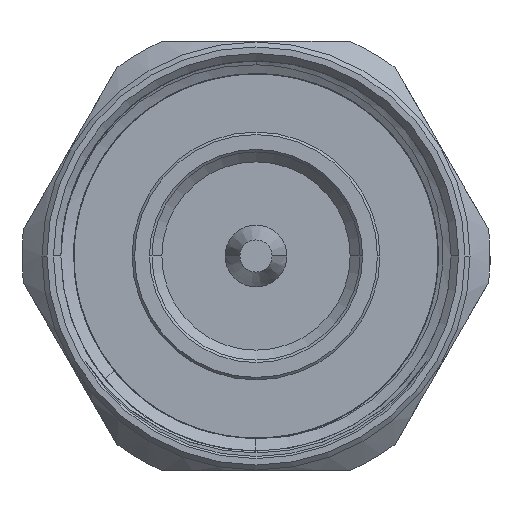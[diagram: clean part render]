
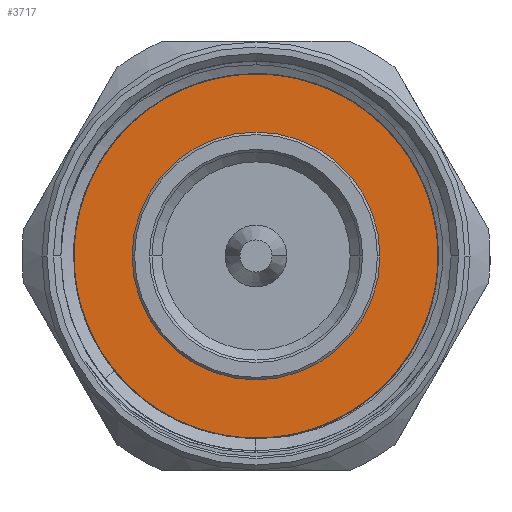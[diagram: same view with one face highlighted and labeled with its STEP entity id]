
A CAD part, left-side view. The second image highlights one B-rep face of the part: STEP entity #3717.
In plain terms, the highlighted planar face has unit normal (-1, 0, 0).
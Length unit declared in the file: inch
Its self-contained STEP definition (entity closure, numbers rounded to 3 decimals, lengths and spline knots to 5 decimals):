
#60 = DIRECTION ( 'NONE',  ( 1., 0., 0. ) ) ;
#298 = CARTESIAN_POINT ( 'NONE',  ( 0.3317, 0.07264, -0.37827 ) ) ;
#423 = CARTESIAN_POINT ( 'NONE',  ( 0.3317, 0.25057, -0.28294 ) ) ;
#538 = CARTESIAN_POINT ( 'NONE',  ( 0.3317, -0.16408, -0.3544 ) ) ;
#1138 = VERTEX_POINT ( 'NONE', #11455 ) ;
#1148 = CARTESIAN_POINT ( 'NONE',  ( 0.3317, 0.28835, -0.24193 ) ) ;
#1211 = CARTESIAN_POINT ( 'NONE',  ( 0.3317, -0.00149, -0.38553 ) ) ;
#1251 = ORIENTED_EDGE ( 'NONE', *, *, #4158, .T. ) ;
#1269 = CARTESIAN_POINT ( 'NONE',  ( 0.3317, 0.01709, -0.38465 ) ) ;
#1409 = CARTESIAN_POINT ( 'NONE',  ( 0.3317, 0., 0. ) ) ;
#1460 = B_SPLINE_CURVE_WITH_KNOTS ( 'NONE', 3,
 ( #11580, #8747, #5090, #7895, #4968, #4904, #6661, #7646, #7833, #2055, #1148, #6790, #423, #2294, #9590, #8559, #2117, #11345, #298, #9534, #1269, #1211, #9094, #9827, #1509, #7089, #8975, #11820, #538, #8192, #7149, #5320, #4409, #4289 ),
 .UNSPECIFIED., .F., .F.,
 ( 4, 2, 2, 2, 2, 2, 2, 2, 2, 2, 2, 2, 2, 2, 2, 2, 4 ),
 ( 0., 0.00142, 0.00284, 0.00426, 0.00568, 0.0071, 0.00853, 0.00995, 0.01137, 0.01421, 0.01492, 0.01563, 0.01705, 0.01847, 0.01989, 0.02131, 0.02273 ),
 .UNSPECIFIED. ) ;
#1509 = CARTESIAN_POINT ( 'NONE',  ( 0.3317, -0.05683, -0.38319 ) ) ;
#1534 = DIRECTION ( 'NONE',  ( 0., -1., 0. ) ) ;
#1674 = ORIENTED_EDGE ( 'NONE', *, *, #10330, .T. ) ;
#1811 = VERTEX_POINT ( 'NONE', #3813 ) ;
#1908 = DIRECTION ( 'NONE',  ( -1., 0., 0. ) ) ;
#2055 = CARTESIAN_POINT ( 'NONE',  ( 0.3317, 0.29945, -0.22719 ) ) ;
#2117 = CARTESIAN_POINT ( 'NONE',  ( 0.3317, 0.15955, -0.34614 ) ) ;
#2294 = CARTESIAN_POINT ( 'NONE',  ( 0.3317, 0.22225, -0.30698 ) ) ;
#2669 = PLANE ( 'NONE',  #10287 ) ;
#3438 = CIRCLE ( 'NONE', #8295, 0.3937 ) ;
#3642 = CARTESIAN_POINT ( 'NONE',  ( 0.3317, 0., 0. ) ) ;
#3717 = ADVANCED_FACE ( 'NONE', ( #9241, #11962 ), #2669, .T. ) ;
#3813 = CARTESIAN_POINT ( 'NONE',  ( 0.3317, -0.3937, 0. ) ) ;
#3846 = CARTESIAN_POINT ( 'NONE',  ( 0.3317, 0., 0. ) ) ;
#4158 = EDGE_CURVE ( 'NONE', #1138, #8346, #4825, .T. ) ;
#4225 = VERTEX_POINT ( 'NONE', #11046 ) ;
#4246 = EDGE_LOOP ( 'NONE', ( #1251, #9554 ) ) ;
#4289 = CARTESIAN_POINT ( 'NONE',  ( 0.3317, -0.27282, -0.28385 ) ) ;
#4409 = CARTESIAN_POINT ( 'NONE',  ( 0.3317, -0.259, -0.29645 ) ) ;
#4532 = CARTESIAN_POINT ( 'NONE',  ( 0.3317, 0.3937, 0. ) ) ;
#4825 = CIRCLE ( 'NONE', #6372, 0.24999 ) ;
#4904 = CARTESIAN_POINT ( 'NONE',  ( 0.3317, 0.34982, -0.12826 ) ) ;
#4968 = CARTESIAN_POINT ( 'NONE',  ( 0.3317, 0.35974, -0.0927 ) ) ;
#5090 = CARTESIAN_POINT ( 'NONE',  ( 0.3317, 0.36797, -0.03733 ) ) ;
#5111 = DIRECTION ( 'NONE',  ( 1., 0., 0. ) ) ;
#5320 = CARTESIAN_POINT ( 'NONE',  ( 0.3317, -0.24435, -0.30799 ) ) ;
#5402 = DIRECTION ( 'NONE',  ( 0., -1., 0. ) ) ;
#5553 = DIRECTION ( 'NONE',  ( 0., -1., 0. ) ) ;
#6065 = AXIS2_PLACEMENT_3D ( 'NONE', #1409, #5111, #7916 ) ;
#6367 = DIRECTION ( 'NONE',  ( -1., 0., 0. ) ) ;
#6372 = AXIS2_PLACEMENT_3D ( 'NONE', #7289, #60, #5402 ) ;
#6573 = ORIENTED_EDGE ( 'NONE', *, *, #6841, .T. ) ;
#6661 = CARTESIAN_POINT ( 'NONE',  ( 0.3317, 0.34356, -0.14563 ) ) ;
#6790 = CARTESIAN_POINT ( 'NONE',  ( 0.3317, 0.26397, -0.26976 ) ) ;
#6841 = EDGE_CURVE ( 'NONE', #4225, #7003, #10061, .T. ) ;
#6847 = CIRCLE ( 'NONE', #6065, 0.24999 ) ;
#7003 = VERTEX_POINT ( 'NONE', #7758 ) ;
#7062 = DIRECTION ( 'NONE',  ( -1., 0., 0. ) ) ;
#7089 = CARTESIAN_POINT ( 'NONE',  ( 0.3317, -0.09337, -0.37703 ) ) ;
#7149 = CARTESIAN_POINT ( 'NONE',  ( 0.3317, -0.21342, -0.32895 ) ) ;
#7269 = EDGE_CURVE ( 'NONE', #1811, #4225, #3438, .T. ) ;
#7289 = CARTESIAN_POINT ( 'NONE',  ( 0.3317, 0., 0. ) ) ;
#7426 = EDGE_LOOP ( 'NONE', ( #6573, #11341, #1674, #11914 ) ) ;
#7450 = EDGE_CURVE ( 'NONE', #7003, #8233, #1460, .T. ) ;
#7646 = CARTESIAN_POINT ( 'NONE',  ( 0.3317, 0.32839, -0.17951 ) ) ;
#7648 = CIRCLE ( 'NONE', #10342, 0.3937 ) ;
#7758 = CARTESIAN_POINT ( 'NONE',  ( 0.3317, 0.36833, 0. ) ) ;
#7833 = CARTESIAN_POINT ( 'NONE',  ( 0.3317, 0.31944, -0.19606 ) ) ;
#7895 = CARTESIAN_POINT ( 'NONE',  ( 0.3317, 0.36341, -0.07443 ) ) ;
#7916 = DIRECTION ( 'NONE',  ( 0., -1., 0. ) ) ;
#8145 = CARTESIAN_POINT ( 'NONE',  ( 0.3317, 0.24999, 0. ) ) ;
#8192 = CARTESIAN_POINT ( 'NONE',  ( 0.3317, -0.19728, -0.33825 ) ) ;
#8233 = VERTEX_POINT ( 'NONE', #11544 ) ;
#8295 = AXIS2_PLACEMENT_3D ( 'NONE', #11672, #7062, #1534 ) ;
#8346 = VERTEX_POINT ( 'NONE', #8145 ) ;
#8559 = CARTESIAN_POINT ( 'NONE',  ( 0.3317, 0.17602, -0.33744 ) ) ;
#8747 = CARTESIAN_POINT ( 'NONE',  ( 0.3317, 0.36886, -0.01871 ) ) ;
#8975 = CARTESIAN_POINT ( 'NONE',  ( 0.3317, -0.11165, -0.37259 ) ) ;
#9094 = CARTESIAN_POINT ( 'NONE',  ( 0.3317, -0.01075, -0.38563 ) ) ;
#9241 = FACE_OUTER_BOUND ( 'NONE', #7426, .T. ) ;
#9534 = CARTESIAN_POINT ( 'NONE',  ( 0.3317, 0.02643, -0.38387 ) ) ;
#9554 = ORIENTED_EDGE ( 'NONE', *, *, #10569, .T. ) ;
#9590 = CARTESIAN_POINT ( 'NONE',  ( 0.3317, 0.20734, -0.31787 ) ) ;
#9827 = CARTESIAN_POINT ( 'NONE',  ( 0.3317, -0.03846, -0.38495 ) ) ;
#10061 = LINE ( 'NONE', #4532, #11910 ) ;
#10087 = DIRECTION ( 'NONE',  ( 0., -1., 0. ) ) ;
#10287 = AXIS2_PLACEMENT_3D ( 'NONE', #3642, #6367, #10087 ) ;
#10330 = EDGE_CURVE ( 'NONE', #8233, #1811, #7648, .T. ) ;
#10342 = AXIS2_PLACEMENT_3D ( 'NONE', #3846, #1908, #5553 ) ;
#10569 = EDGE_CURVE ( 'NONE', #8346, #1138, #6847, .T. ) ;
#11046 = CARTESIAN_POINT ( 'NONE',  ( 0.3317, 0.3937, 0. ) ) ;
#11202 = DIRECTION ( 'NONE',  ( 0., -1., 0. ) ) ;
#11341 = ORIENTED_EDGE ( 'NONE', *, *, #7450, .T. ) ;
#11345 = CARTESIAN_POINT ( 'NONE',  ( 0.3317, 0.10823, -0.36857 ) ) ;
#11455 = CARTESIAN_POINT ( 'NONE',  ( 0.3317, -0.24999, 0. ) ) ;
#11544 = CARTESIAN_POINT ( 'NONE',  ( 0.3317, -0.27282, -0.28385 ) ) ;
#11580 = CARTESIAN_POINT ( 'NONE',  ( 0.3317, 0.36833, 0. ) ) ;
#11672 = CARTESIAN_POINT ( 'NONE',  ( 0.3317, 0., 0. ) ) ;
#11820 = CARTESIAN_POINT ( 'NONE',  ( 0.3317, -0.14696, -0.36127 ) ) ;
#11910 = VECTOR ( 'NONE', #11202, 39.37008 ) ;
#11914 = ORIENTED_EDGE ( 'NONE', *, *, #7269, .T. ) ;
#11962 = FACE_BOUND ( 'NONE', #4246, .T. ) ;
